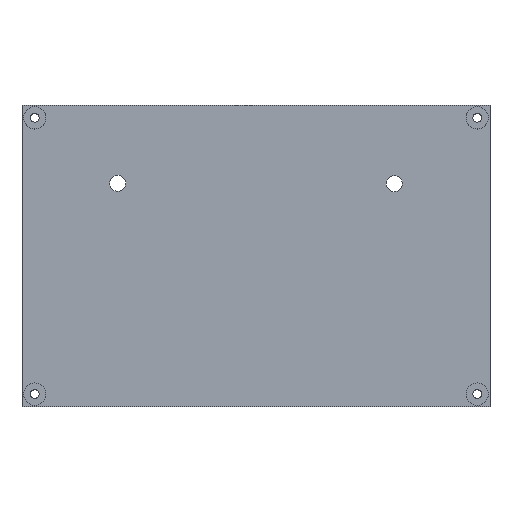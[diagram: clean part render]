
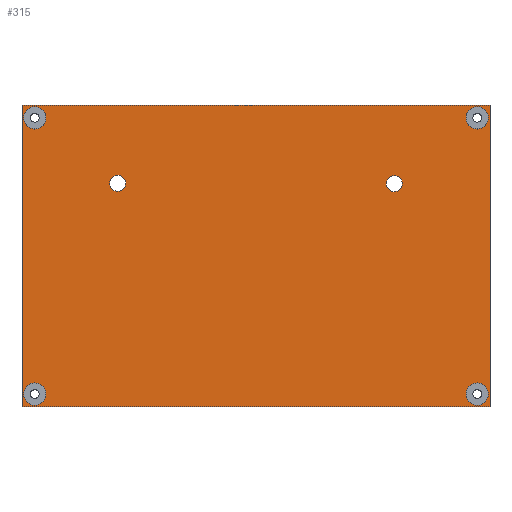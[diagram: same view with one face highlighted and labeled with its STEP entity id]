
A CAD part, top view. The second image highlights one B-rep face of the part: STEP entity #315.
In plain terms, the highlighted planar face has unit normal (0, 0, 1).
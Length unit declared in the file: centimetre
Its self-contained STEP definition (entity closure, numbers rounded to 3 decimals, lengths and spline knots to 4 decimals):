
#21=LINE('',#522,#33);
#22=LINE('',#524,#34);
#23=LINE('',#526,#35);
#24=LINE('',#527,#36);
#33=VECTOR('',#439,1.);
#34=VECTOR('',#440,1.);
#35=VECTOR('',#441,1.);
#36=VECTOR('',#442,1.);
#49=PLANE('',#358);
#69=FACE_BOUND('',#130,.T.);
#70=FACE_BOUND('',#131,.T.);
#71=FACE_BOUND('',#132,.T.);
#72=FACE_BOUND('',#133,.T.);
#73=FACE_BOUND('',#134,.T.);
#74=FACE_BOUND('',#135,.T.);
#95=FACE_OUTER_BOUND('',#129,.T.);
#129=EDGE_LOOP('',(#255,#256,#257,#258));
#130=EDGE_LOOP('',(#259));
#131=EDGE_LOOP('',(#260));
#132=EDGE_LOOP('',(#261));
#133=EDGE_LOOP('',(#262));
#134=EDGE_LOOP('',(#263));
#135=EDGE_LOOP('',(#264));
#156=CIRCLE('',#338,0.25);
#158=CIRCLE('',#341,0.25);
#159=CIRCLE('',#343,0.35);
#161=CIRCLE('',#347,0.35);
#163=CIRCLE('',#351,0.35);
#165=CIRCLE('',#355,0.35);
#176=VERTEX_POINT('',#488);
#178=VERTEX_POINT('',#493);
#179=VERTEX_POINT('',#496);
#181=VERTEX_POINT('',#502);
#183=VERTEX_POINT('',#508);
#185=VERTEX_POINT('',#514);
#187=VERTEX_POINT('',#520);
#188=VERTEX_POINT('',#521);
#189=VERTEX_POINT('',#523);
#190=VERTEX_POINT('',#525);
#204=EDGE_CURVE('',#176,#176,#156,.T.);
#206=EDGE_CURVE('',#178,#178,#158,.T.);
#207=EDGE_CURVE('',#179,#179,#159,.T.);
#209=EDGE_CURVE('',#181,#181,#161,.T.);
#211=EDGE_CURVE('',#183,#183,#163,.T.);
#213=EDGE_CURVE('',#185,#185,#165,.T.);
#215=EDGE_CURVE('',#187,#188,#21,.T.);
#216=EDGE_CURVE('',#188,#189,#22,.T.);
#217=EDGE_CURVE('',#189,#190,#23,.T.);
#218=EDGE_CURVE('',#190,#187,#24,.T.);
#255=ORIENTED_EDGE('',*,*,#215,.T.);
#256=ORIENTED_EDGE('',*,*,#216,.T.);
#257=ORIENTED_EDGE('',*,*,#217,.T.);
#258=ORIENTED_EDGE('',*,*,#218,.T.);
#259=ORIENTED_EDGE('',*,*,#204,.T.);
#260=ORIENTED_EDGE('',*,*,#206,.T.);
#261=ORIENTED_EDGE('',*,*,#207,.T.);
#262=ORIENTED_EDGE('',*,*,#209,.T.);
#263=ORIENTED_EDGE('',*,*,#211,.T.);
#264=ORIENTED_EDGE('',*,*,#213,.T.);
#315=ADVANCED_FACE('',(#95,#69,#70,#71,#72,#73,#74),#49,.T.);
#338=AXIS2_PLACEMENT_3D('',#489,#397,#398);
#341=AXIS2_PLACEMENT_3D('',#494,#403,#404);
#343=AXIS2_PLACEMENT_3D('',#497,#407,#408);
#347=AXIS2_PLACEMENT_3D('',#503,#415,#416);
#351=AXIS2_PLACEMENT_3D('',#509,#423,#424);
#355=AXIS2_PLACEMENT_3D('',#515,#431,#432);
#358=AXIS2_PLACEMENT_3D('',#519,#437,#438);
#397=DIRECTION('center_axis',(0.,0.,-1.));
#398=DIRECTION('ref_axis',(1.,0.,0.));
#403=DIRECTION('center_axis',(0.,0.,-1.));
#404=DIRECTION('ref_axis',(1.,0.,0.));
#407=DIRECTION('center_axis',(0.,0.,-1.));
#408=DIRECTION('ref_axis',(1.,0.,0.));
#415=DIRECTION('center_axis',(0.,0.,-1.));
#416=DIRECTION('ref_axis',(1.,0.,0.));
#423=DIRECTION('center_axis',(0.,0.,-1.));
#424=DIRECTION('ref_axis',(1.,0.,0.));
#431=DIRECTION('center_axis',(0.,0.,-1.));
#432=DIRECTION('ref_axis',(1.,0.,0.));
#437=DIRECTION('center_axis',(0.,0.,1.));
#438=DIRECTION('ref_axis',(0.,1.,0.));
#439=DIRECTION('',(-1.,0.,0.));
#440=DIRECTION('',(0.,-1.,0.));
#441=DIRECTION('',(1.,0.,0.));
#442=DIRECTION('',(0.,1.,0.));
#488=CARTESIAN_POINT('',(12.9034,7.9862,0.5));
#489=CARTESIAN_POINT('Origin',(12.6534,7.9862,0.5));
#493=CARTESIAN_POINT('',(4.25,8.,0.5));
#494=CARTESIAN_POINT('Origin',(4.,8.,0.5));
#496=CARTESIAN_POINT('',(1.05,10.05,0.5));
#497=CARTESIAN_POINT('Origin',(1.4,10.05,0.5));
#502=CARTESIAN_POINT('',(14.9,10.05,0.5));
#503=CARTESIAN_POINT('Origin',(15.25,10.05,0.5));
#508=CARTESIAN_POINT('',(14.9,1.4,0.5));
#509=CARTESIAN_POINT('Origin',(15.25,1.4,0.5));
#514=CARTESIAN_POINT('',(1.05,1.4,0.5));
#515=CARTESIAN_POINT('Origin',(1.4,1.4,0.5));
#519=CARTESIAN_POINT('Origin',(8.325,5.725,0.5));
#520=CARTESIAN_POINT('',(15.65,10.45,0.5));
#521=CARTESIAN_POINT('',(1.,10.45,0.5));
#522=CARTESIAN_POINT('',(8.325,10.45,0.5));
#523=CARTESIAN_POINT('',(1.,1.,0.5));
#524=CARTESIAN_POINT('',(1.,5.725,0.5));
#525=CARTESIAN_POINT('',(15.65,1.,0.5));
#526=CARTESIAN_POINT('',(8.325,1.,0.5));
#527=CARTESIAN_POINT('',(15.65,5.725,0.5));
